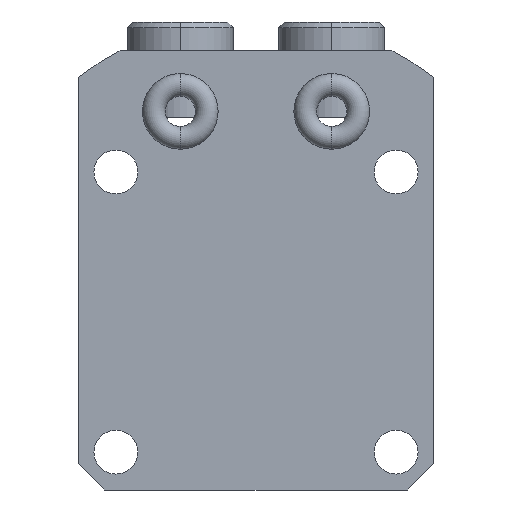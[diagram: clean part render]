
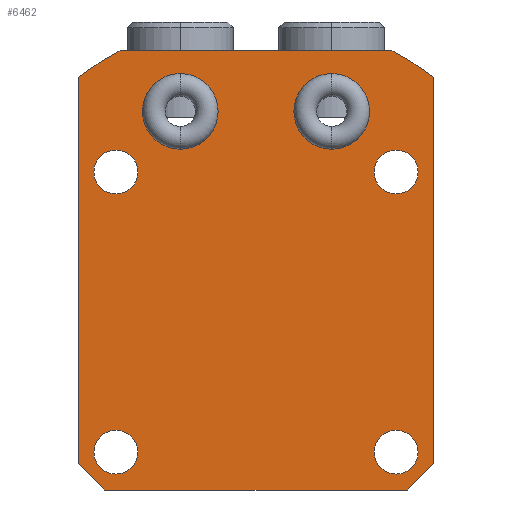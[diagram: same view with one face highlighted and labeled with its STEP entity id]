
A CAD part, front view. The second image highlights one B-rep face of the part: STEP entity #6462.
In plain terms, the highlighted planar face has unit normal (0, -1, 0).
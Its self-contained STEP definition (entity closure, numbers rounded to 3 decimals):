
#1774=CARTESIAN_POINT('',(0.,-26.,0.));
#1775=DIRECTION('',(0.,-1.,0.));
#1776=DIRECTION('',(0.604,0.,0.797));
#1777=AXIS2_PLACEMENT_3D('',#1774,#1775,#1776);
#1805=CARTESIAN_POINT('',(0.,-26.,0.));
#1806=DIRECTION('',(0.,-1.,0.));
#1807=DIRECTION('',(-0.462,0.,0.887));
#1808=AXIS2_PLACEMENT_3D('',#1805,#1806,#1807);
#2700=DIRECTION('',(0.707,0.,0.707));
#2701=VECTOR('',#2700,4.95);
#2702=CARTESIAN_POINT('',(20.,-26.,-23.5));
#2703=LINE('',#2702,#2701);
#2707=DIRECTION('',(1.,0.,0.));
#2708=VECTOR('',#2707,40.);
#2709=CARTESIAN_POINT('',(-20.,-26.,-23.5));
#2710=LINE('',#2709,#2708);
#2714=DIRECTION('',(0.707,0.,-0.707));
#2715=VECTOR('',#2714,4.95);
#2716=CARTESIAN_POINT('',(-23.5,-26.,-20.));
#2717=LINE('',#2716,#2715);
#2721=DIRECTION('',(0.,0.,-1.));
#2722=VECTOR('',#2721,50.993);
#2723=CARTESIAN_POINT('',(-23.5,-26.,30.993));
#2724=LINE('',#2723,#2722);
#2728=DIRECTION('',(-1.,0.,0.));
#2729=VECTOR('',#2728,35.921);
#2730=CARTESIAN_POINT('',(17.96,-26.,34.5));
#2731=LINE('',#2730,#2729);
#2735=DIRECTION('',(0.,0.,1.));
#2736=VECTOR('',#2735,50.993);
#2737=CARTESIAN_POINT('',(23.5,-26.,-20.));
#2738=LINE('',#2737,#2736);
#2742=CARTESIAN_POINT('',(18.5,-26.,-18.5));
#2743=DIRECTION('',(0.,1.,0.));
#2744=DIRECTION('',(1.,0.,0.));
#2745=AXIS2_PLACEMENT_3D('',#2742,#2743,#2744);
#2750=CARTESIAN_POINT('',(18.5,-26.,-18.5));
#2751=DIRECTION('',(0.,1.,0.));
#2752=DIRECTION('',(-1.,0.,0.));
#2753=AXIS2_PLACEMENT_3D('',#2750,#2751,#2752);
#2758=CARTESIAN_POINT('',(-18.5,-26.,-18.5));
#2759=DIRECTION('',(0.,1.,0.));
#2760=DIRECTION('',(1.,0.,0.));
#2761=AXIS2_PLACEMENT_3D('',#2758,#2759,#2760);
#2766=CARTESIAN_POINT('',(-18.5,-26.,-18.5));
#2767=DIRECTION('',(0.,1.,0.));
#2768=DIRECTION('',(-1.,0.,0.));
#2769=AXIS2_PLACEMENT_3D('',#2766,#2767,#2768);
#2774=CARTESIAN_POINT('',(-18.5,-26.,18.5));
#2775=DIRECTION('',(0.,1.,0.));
#2776=DIRECTION('',(1.,0.,0.));
#2777=AXIS2_PLACEMENT_3D('',#2774,#2775,#2776);
#2782=CARTESIAN_POINT('',(-18.5,-26.,18.5));
#2783=DIRECTION('',(0.,1.,0.));
#2784=DIRECTION('',(-1.,0.,0.));
#2785=AXIS2_PLACEMENT_3D('',#2782,#2783,#2784);
#2790=CARTESIAN_POINT('',(18.5,-26.,18.5));
#2791=DIRECTION('',(0.,1.,0.));
#2792=DIRECTION('',(1.,0.,0.));
#2793=AXIS2_PLACEMENT_3D('',#2790,#2791,#2792);
#2798=CARTESIAN_POINT('',(18.5,-26.,18.5));
#2799=DIRECTION('',(0.,1.,0.));
#2800=DIRECTION('',(-1.,0.,0.));
#2801=AXIS2_PLACEMENT_3D('',#2798,#2799,#2800);
#2806=CARTESIAN_POINT('',(10.,-26.,26.5));
#2807=DIRECTION('',(0.,-1.,0.));
#2808=DIRECTION('',(-1.,0.,0.));
#2809=AXIS2_PLACEMENT_3D('',#2806,#2807,#2808);
#2814=CARTESIAN_POINT('',(10.,-26.,26.5));
#2815=DIRECTION('',(0.,-1.,0.));
#2816=DIRECTION('',(1.,0.,0.));
#2817=AXIS2_PLACEMENT_3D('',#2814,#2815,#2816);
#2822=CARTESIAN_POINT('',(-10.,-26.,26.5));
#2823=DIRECTION('',(0.,1.,0.));
#2824=DIRECTION('',(1.,0.,0.));
#2825=AXIS2_PLACEMENT_3D('',#2822,#2823,#2824);
#2830=CARTESIAN_POINT('',(-10.,-26.,26.5));
#2831=DIRECTION('',(0.,1.,0.));
#2832=DIRECTION('',(-1.,0.,0.));
#2833=AXIS2_PLACEMENT_3D('',#2830,#2831,#2832);
#3798=CARTESIAN_POINT('',(23.5,-26.,30.993));
#3800=VERTEX_POINT('',#3798);
#3802=CARTESIAN_POINT('',(-23.5,-26.,30.993));
#3804=VERTEX_POINT('',#3802);
#3805=CARTESIAN_POINT('',(20.,-26.,-23.5));
#3807=VERTEX_POINT('',#3805);
#3811=CARTESIAN_POINT('',(23.5,-26.,-20.));
#3812=VERTEX_POINT('',#3811);
#3813=CARTESIAN_POINT('',(-23.5,-26.,-20.));
#3815=VERTEX_POINT('',#3813);
#3819=CARTESIAN_POINT('',(-20.,-26.,-23.5));
#3820=VERTEX_POINT('',#3819);
#3837=CARTESIAN_POINT('',(21.4,-26.,-18.5));
#3838=VERTEX_POINT('',#3837);
#3839=CARTESIAN_POINT('',(15.6,-26.,-18.5));
#3840=VERTEX_POINT('',#3839);
#3841=CARTESIAN_POINT('',(-15.6,-26.,-18.5));
#3842=VERTEX_POINT('',#3841);
#3843=CARTESIAN_POINT('',(-21.4,-26.,-18.5));
#3844=VERTEX_POINT('',#3843);
#3845=CARTESIAN_POINT('',(-15.6,-26.,18.5));
#3846=VERTEX_POINT('',#3845);
#3847=CARTESIAN_POINT('',(-21.4,-26.,18.5));
#3848=VERTEX_POINT('',#3847);
#3849=CARTESIAN_POINT('',(21.4,-26.,18.5));
#3850=VERTEX_POINT('',#3849);
#3851=CARTESIAN_POINT('',(15.6,-26.,18.5));
#3852=VERTEX_POINT('',#3851);
#3870=CARTESIAN_POINT('',(17.96,-26.,34.5));
#3871=VERTEX_POINT('',#3870);
#3880=CARTESIAN_POINT('',(-17.96,-26.,34.5));
#3881=VERTEX_POINT('',#3880);
#3912=CARTESIAN_POINT('',(5.,-26.,26.5));
#3913=CARTESIAN_POINT('',(15.,-26.,26.5));
#3914=VERTEX_POINT('',#3912);
#3915=VERTEX_POINT('',#3913);
#3948=CARTESIAN_POINT('',(-5.,-26.,26.5));
#3949=VERTEX_POINT('',#3948);
#3950=CARTESIAN_POINT('',(-15.,-26.,26.5));
#3951=VERTEX_POINT('',#3950);
#6410=CARTESIAN_POINT('',(0.,-26.,0.));
#6411=DIRECTION('',(0.,-1.,0.));
#6412=DIRECTION('',(-1.,0.,0.));
#6413=AXIS2_PLACEMENT_3D('',#6410,#6411,#6412);
#6414=PLANE('',#6413);
#6415=ORIENTED_EDGE('',*,*,#5584,.F.);
#6416=ORIENTED_EDGE('',*,*,#5601,.F.);
#6417=ORIENTED_EDGE('',*,*,#5613,.F.);
#6418=ORIENTED_EDGE('',*,*,#5629,.F.);
#6419=ORIENTED_EDGE('',*,*,#5664,.F.);
#6420=ORIENTED_EDGE('',*,*,#5708,.F.);
#6421=ORIENTED_EDGE('',*,*,#5648,.F.);
#6423=ORIENTED_EDGE('',*,*,#6422,.F.);
#6424=EDGE_LOOP('',(#6415,#6416,#6417,#6418,#6419,#6420,#6421,#6423));
#6425=FACE_OUTER_BOUND('',#6424,.F.);
#6427=ORIENTED_EDGE('',*,*,#6426,.F.);
#6429=ORIENTED_EDGE('',*,*,#6428,.F.);
#6430=EDGE_LOOP('',(#6427,#6429));
#6431=FACE_BOUND('',#6430,.F.);
#6433=ORIENTED_EDGE('',*,*,#6432,.F.);
#6435=ORIENTED_EDGE('',*,*,#6434,.F.);
#6436=EDGE_LOOP('',(#6433,#6435));
#6437=FACE_BOUND('',#6436,.F.);
#6439=ORIENTED_EDGE('',*,*,#6438,.F.);
#6441=ORIENTED_EDGE('',*,*,#6440,.F.);
#6442=EDGE_LOOP('',(#6439,#6441));
#6443=FACE_BOUND('',#6442,.F.);
#6445=ORIENTED_EDGE('',*,*,#6444,.F.);
#6447=ORIENTED_EDGE('',*,*,#6446,.F.);
#6448=EDGE_LOOP('',(#6445,#6447));
#6449=FACE_BOUND('',#6448,.F.);
#6451=ORIENTED_EDGE('',*,*,#6450,.T.);
#6453=ORIENTED_EDGE('',*,*,#6452,.T.);
#6454=EDGE_LOOP('',(#6451,#6453));
#6455=FACE_BOUND('',#6454,.F.);
#6457=ORIENTED_EDGE('',*,*,#6456,.F.);
#6459=ORIENTED_EDGE('',*,*,#6458,.F.);
#6460=EDGE_LOOP('',(#6457,#6459));
#6461=FACE_BOUND('',#6460,.F.);
#1778=CIRCLE('',#1777,38.895);
#1809=CIRCLE('',#1808,38.895);
#2746=CIRCLE('',#2745,2.9);
#2754=CIRCLE('',#2753,2.9);
#2762=CIRCLE('',#2761,2.9);
#2770=CIRCLE('',#2769,2.9);
#2778=CIRCLE('',#2777,2.9);
#2786=CIRCLE('',#2785,2.9);
#2794=CIRCLE('',#2793,2.9);
#2802=CIRCLE('',#2801,2.9);
#2810=CIRCLE('',#2809,5.);
#2818=CIRCLE('',#2817,5.);
#2826=CIRCLE('',#2825,5.);
#2834=CIRCLE('',#2833,5.);
#5584=EDGE_CURVE('',#3807,#3812,#2703,.T.);
#5601=EDGE_CURVE('',#3820,#3807,#2710,.T.);
#5613=EDGE_CURVE('',#3815,#3820,#2717,.T.);
#5629=EDGE_CURVE('',#3804,#3815,#2724,.T.);
#5648=EDGE_CURVE('',#3800,#3871,#1778,.T.);
#5664=EDGE_CURVE('',#3881,#3804,#1809,.T.);
#5708=EDGE_CURVE('',#3871,#3881,#2731,.T.);
#6422=EDGE_CURVE('',#3812,#3800,#2738,.T.);
#6426=EDGE_CURVE('',#3838,#3840,#2746,.T.);
#6428=EDGE_CURVE('',#3840,#3838,#2754,.T.);
#6432=EDGE_CURVE('',#3842,#3844,#2762,.T.);
#6434=EDGE_CURVE('',#3844,#3842,#2770,.T.);
#6438=EDGE_CURVE('',#3846,#3848,#2778,.T.);
#6440=EDGE_CURVE('',#3848,#3846,#2786,.T.);
#6444=EDGE_CURVE('',#3850,#3852,#2794,.T.);
#6446=EDGE_CURVE('',#3852,#3850,#2802,.T.);
#6450=EDGE_CURVE('',#3914,#3915,#2810,.T.);
#6452=EDGE_CURVE('',#3915,#3914,#2818,.T.);
#6456=EDGE_CURVE('',#3949,#3951,#2826,.T.);
#6458=EDGE_CURVE('',#3951,#3949,#2834,.T.);
#6462=ADVANCED_FACE('',(#6425,#6431,#6437,#6443,#6449,#6455,#6461),#6414,.T.);
